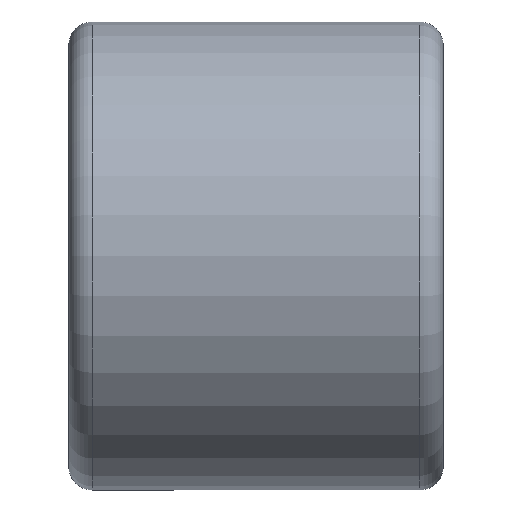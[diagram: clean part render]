
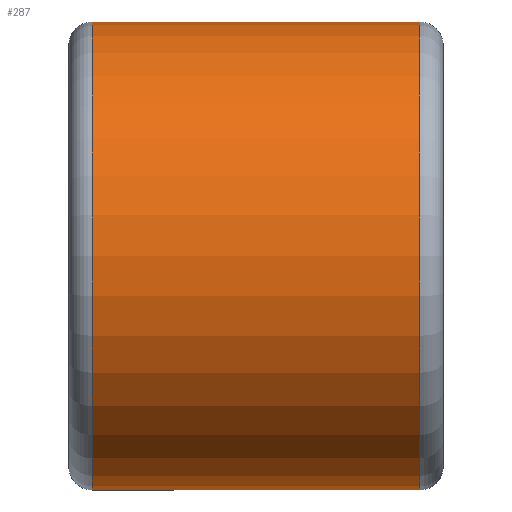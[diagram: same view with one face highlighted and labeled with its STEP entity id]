
A CAD part, top view. The second image highlights one B-rep face of the part: STEP entity #287.
In plain terms, the highlighted cylindrical face has radius 5 mm (diameter 10 mm), a partial arc.
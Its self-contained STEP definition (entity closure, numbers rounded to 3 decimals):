
#8 = EDGE_LOOP ( 'NONE', ( #497, #510, #741, #566 ) ) ;
#23 = CARTESIAN_POINT ( 'NONE',  ( -31.75, 0., 0. ) ) ;
#56 = CARTESIAN_POINT ( 'NONE',  ( 3.5, -5., 0. ) ) ;
#85 = CIRCLE ( 'NONE', #283, 5. ) ;
#110 = DIRECTION ( 'NONE',  ( 1., 0., 0. ) ) ;
#135 = DIRECTION ( 'NONE',  ( 0., 1., 0. ) ) ;
#139 = FACE_OUTER_BOUND ( 'NONE', #8, .T. ) ;
#164 = DIRECTION ( 'NONE',  ( 1., 0., 0. ) ) ;
#232 = EDGE_CURVE ( 'NONE', #758, #791, #298, .T. ) ;
#283 = AXIS2_PLACEMENT_3D ( 'NONE', #735, #662, #658 ) ;
#287 = ADVANCED_FACE ( 'NONE', ( #139 ), #816, .T. ) ;
#298 = LINE ( 'NONE', #548, #344 ) ;
#342 = DIRECTION ( 'NONE',  ( 1., 0., 0. ) ) ;
#344 = VECTOR ( 'NONE', #342, 1000. ) ;
#358 = VERTEX_POINT ( 'NONE', #805 ) ;
#388 = CIRCLE ( 'NONE', #750, 5. ) ;
#416 = DIRECTION ( 'NONE',  ( 1., 0., 0. ) ) ;
#441 = DIRECTION ( 'NONE',  ( 0., 1., 0. ) ) ;
#497 = ORIENTED_EDGE ( 'NONE', *, *, #772, .T. ) ;
#510 = ORIENTED_EDGE ( 'NONE', *, *, #879, .T. ) ;
#517 = VERTEX_POINT ( 'NONE', #56 ) ;
#534 = EDGE_CURVE ( 'NONE', #791, #517, #85, .T. ) ;
#548 = CARTESIAN_POINT ( 'NONE',  ( -31.75, 5., 0. ) ) ;
#564 = CARTESIAN_POINT ( 'NONE',  ( 3.5, 5., 0. ) ) ;
#566 = ORIENTED_EDGE ( 'NONE', *, *, #232, .F. ) ;
#575 = CARTESIAN_POINT ( 'NONE',  ( -3.5, 5., 0. ) ) ;
#629 = AXIS2_PLACEMENT_3D ( 'NONE', #23, #416, #135 ) ;
#658 = DIRECTION ( 'NONE',  ( 0., 1., 0. ) ) ;
#662 = DIRECTION ( 'NONE',  ( 1., 0., 0. ) ) ;
#735 = CARTESIAN_POINT ( 'NONE',  ( 3.5, 0., 0. ) ) ;
#736 = LINE ( 'NONE', #870, #778 ) ;
#741 = ORIENTED_EDGE ( 'NONE', *, *, #534, .F. ) ;
#750 = AXIS2_PLACEMENT_3D ( 'NONE', #785, #164, #441 ) ;
#758 = VERTEX_POINT ( 'NONE', #575 ) ;
#772 = EDGE_CURVE ( 'NONE', #758, #358, #388, .T. ) ;
#778 = VECTOR ( 'NONE', #110, 1000. ) ;
#785 = CARTESIAN_POINT ( 'NONE',  ( -3.5, 0., 0. ) ) ;
#791 = VERTEX_POINT ( 'NONE', #564 ) ;
#805 = CARTESIAN_POINT ( 'NONE',  ( -3.5, -5., 0. ) ) ;
#816 = CYLINDRICAL_SURFACE ( 'NONE', #629, 5. ) ;
#870 = CARTESIAN_POINT ( 'NONE',  ( -31.75, -5., 0. ) ) ;
#879 = EDGE_CURVE ( 'NONE', #358, #517, #736, .T. ) ;
